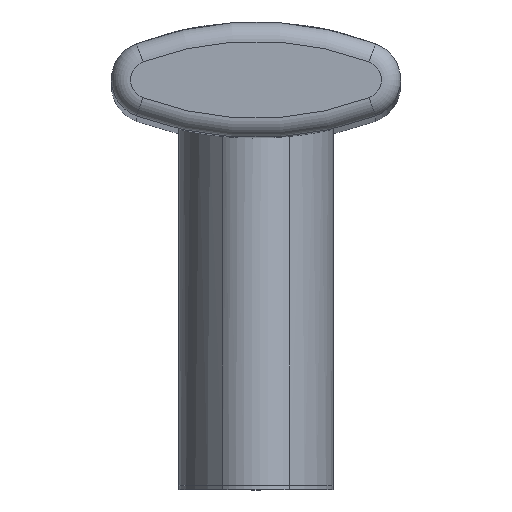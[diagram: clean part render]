
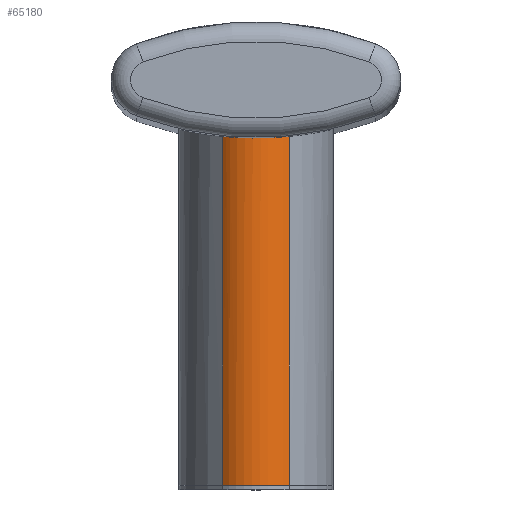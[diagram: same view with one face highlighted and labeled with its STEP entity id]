
A CAD part, top view. The second image highlights one B-rep face of the part: STEP entity #65180.
In plain terms, the highlighted cylindrical face has radius 2.5 mm (diameter 5 mm), a partial arc.
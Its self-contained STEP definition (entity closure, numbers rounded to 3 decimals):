
#450=CARTESIAN_POINT('',(0.,35.625,0.));
#460=DIRECTION('',(0.,0.,1.));
#470=DIRECTION('',(1.,0.,0.));
#480=AXIS2_PLACEMENT_3D('',#450,#460,#470);
#490=CYLINDRICAL_SURFACE('',#480,17.625);
#6180=CARTESIAN_POINT('',(-1.724,18.085,
69.31));
#6190=VERTEX_POINT('',#6180);
#8300=CARTESIAN_POINT('',(1.724,18.085,
69.31));
#8310=VERTEX_POINT('',#8300);
#8340=CARTESIAN_POINT('',(0.,0.,67.5));
#8350=DIRECTION('',(0.,-1.,0.));
#8360=DIRECTION('',(1.,0.,0.));
#8370=AXIS2_PLACEMENT_3D('',#8340,#8350,#8360);
#8380=CYLINDRICAL_SURFACE('',#8370,2.5);
#8390=CARTESIAN_POINT('',(1.724,18.085,
69.31));
#8400=CARTESIAN_POINT('',(1.695,18.082,
69.338));
#8410=CARTESIAN_POINT('',(1.666,18.079,
69.364));
#8420=CARTESIAN_POINT('',(1.636,18.076,
69.39));
#8430=CARTESIAN_POINT('',(1.606,18.073,
69.416));
#8440=CARTESIAN_POINT('',(1.576,18.071,
69.441));
#8450=CARTESIAN_POINT('',(1.545,18.068,
69.466));
#8460=CARTESIAN_POINT('',(1.513,18.065,
69.49));
#8470=CARTESIAN_POINT('',(1.482,18.062,
69.514));
#8480=CARTESIAN_POINT('',(1.45,18.06,
69.537));
#8490=CARTESIAN_POINT('',(1.417,18.057,
69.56));
#8500=CARTESIAN_POINT('',(1.384,18.054,
69.582));
#8510=CARTESIAN_POINT('',(1.351,18.052,
69.604));
#8520=CARTESIAN_POINT('',(1.318,18.049,
69.625));
#8530=CARTESIAN_POINT('',(1.284,18.047,
69.646));
#8540=CARTESIAN_POINT('',(1.249,18.044,
69.666));
#8550=CARTESIAN_POINT('',(1.215,18.042,
69.685));
#8560=CARTESIAN_POINT('',(1.18,18.039,
69.704));
#8570=CARTESIAN_POINT('',(1.144,18.037,
69.723));
#8580=CARTESIAN_POINT('',(1.109,18.035,
69.741));
#8590=CARTESIAN_POINT('',(1.073,18.033,
69.758));
#8600=CARTESIAN_POINT('',(1.037,18.031,
69.775));
#8610=CARTESIAN_POINT('',(1.001,18.028,
69.791));
#8620=CARTESIAN_POINT('',(0.965,18.026,
69.807));
#8630=CARTESIAN_POINT('',(0.928,18.024,
69.821));
#8640=CARTESIAN_POINT('',(0.891,18.023,
69.836));
#8650=CARTESIAN_POINT('',(0.854,18.021,
69.85));
#8660=CARTESIAN_POINT('',(0.817,18.019,
69.863));
#8670=CARTESIAN_POINT('',(0.779,18.017,
69.876));
#8680=CARTESIAN_POINT('',(0.741,18.016,
69.888));
#8690=CARTESIAN_POINT('',(0.703,18.014,
69.899));
#8700=CARTESIAN_POINT('',(0.665,18.013,
69.91));
#8710=CARTESIAN_POINT('',(0.627,18.011,
69.92));
#8720=CARTESIAN_POINT('',(0.588,18.01,
69.93));
#8730=CARTESIAN_POINT('',(0.55,18.009,
69.939));
#8740=CARTESIAN_POINT('',(0.511,18.007,
69.948));
#8750=CARTESIAN_POINT('',(0.472,18.006,
69.955));
#8760=CARTESIAN_POINT('',(0.394,18.004,
69.97));
#8770=CARTESIAN_POINT('',(0.316,18.003,
69.981));
#8780=CARTESIAN_POINT('',(0.237,18.002,
69.989));
#8790=CARTESIAN_POINT('',(0.158,18.001,
69.996));
#8800=CARTESIAN_POINT('',(0.079,18.,70.));
#8810=CARTESIAN_POINT('',(0.,18.,70.));
#8820=CARTESIAN_POINT('',(-0.079,18.,70.));
#8830=CARTESIAN_POINT('',(-0.158,18.001,
69.996));
#8840=CARTESIAN_POINT('',(-0.237,18.002,
69.989));
#8850=CARTESIAN_POINT('',(-0.316,18.003,
69.981));
#8860=CARTESIAN_POINT('',(-0.394,18.004,
69.97));
#8870=CARTESIAN_POINT('',(-0.472,18.006,
69.955));
#8880=CARTESIAN_POINT('',(-0.511,18.007,
69.948));
#8890=CARTESIAN_POINT('',(-0.55,18.009,
69.939));
#8900=CARTESIAN_POINT('',(-0.588,18.01,
69.93));
#8910=CARTESIAN_POINT('',(-0.627,18.011,
69.92));
#8920=CARTESIAN_POINT('',(-0.665,18.013,
69.91));
#8930=CARTESIAN_POINT('',(-0.703,18.014,
69.899));
#8940=CARTESIAN_POINT('',(-0.741,18.016,
69.888));
#8950=CARTESIAN_POINT('',(-0.779,18.017,
69.876));
#8960=CARTESIAN_POINT('',(-0.817,18.019,
69.863));
#8970=CARTESIAN_POINT('',(-0.854,18.021,
69.85));
#8980=CARTESIAN_POINT('',(-0.891,18.023,
69.836));
#8990=CARTESIAN_POINT('',(-0.928,18.024,
69.821));
#9000=CARTESIAN_POINT('',(-0.965,18.026,
69.807));
#9010=CARTESIAN_POINT('',(-1.001,18.028,
69.791));
#9020=CARTESIAN_POINT('',(-1.037,18.031,
69.775));
#9030=CARTESIAN_POINT('',(-1.073,18.033,
69.758));
#9040=CARTESIAN_POINT('',(-1.109,18.035,
69.741));
#9050=CARTESIAN_POINT('',(-1.144,18.037,
69.723));
#9060=CARTESIAN_POINT('',(-1.18,18.039,
69.704));
#9070=CARTESIAN_POINT('',(-1.215,18.042,
69.685));
#9080=CARTESIAN_POINT('',(-1.249,18.044,
69.666));
#9090=CARTESIAN_POINT('',(-1.284,18.047,
69.646));
#9100=CARTESIAN_POINT('',(-1.318,18.049,
69.625));
#9110=CARTESIAN_POINT('',(-1.351,18.052,
69.604));
#9120=CARTESIAN_POINT('',(-1.384,18.054,
69.582));
#9130=CARTESIAN_POINT('',(-1.417,18.057,
69.56));
#9140=CARTESIAN_POINT('',(-1.45,18.06,
69.537));
#9150=CARTESIAN_POINT('',(-1.482,18.062,
69.514));
#9160=CARTESIAN_POINT('',(-1.513,18.065,
69.49));
#9170=CARTESIAN_POINT('',(-1.545,18.068,
69.466));
#9180=CARTESIAN_POINT('',(-1.576,18.071,
69.441));
#9190=CARTESIAN_POINT('',(-1.606,18.073,
69.416));
#9200=CARTESIAN_POINT('',(-1.636,18.076,
69.39));
#9210=CARTESIAN_POINT('',(-1.666,18.079,
69.364));
#9220=CARTESIAN_POINT('',(-1.695,18.082,
69.338));
#9230=CARTESIAN_POINT('',(-1.724,18.085,
69.31));
#9240=B_SPLINE_CURVE_WITH_KNOTS('',3,(#8390,#8400,#8410,#8420,#8430,
#8440,#8450,#8460,#8470,#8480,#8490,#8500,#8510,#8520,#8530,#8540,#8550,
#8560,#8570,#8580,#8590,#8600,#8610,#8620,#8630,#8640,#8650,#8660,#8670,
#8680,#8690,#8700,#8710,#8720,#8730,#8740,#8750,#8760,#8770,#8780,#8790,
#8800,#8810,#8820,#8830,#8840,#8850,#8860,#8870,#8880,#8890,#8900,#8910,
#8920,#8930,#8940,#8950,#8960,#8970,#8980,#8990,#9000,#9010,#9020,#9030,
#9040,#9050,#9060,#9070,#9080,#9090,#9100,#9110,#9120,#9130,#9140,#9150,
#9160,#9170,#9180,#9190,#9200,#9210,#9220,#9230),.UNSPECIFIED.,.F.,.F.,(
4,3,3,3,3,3,3,3,3,3,3,3,3,3,3,3,3,3,3,3,3,3,3,3,3,3,3,3,4),(0.,
0.119,0.238,0.357,0.476,
0.596,0.715,0.835,0.954,
1.073,1.192,1.311,1.43,
1.667,1.905,2.142,2.38,
2.499,2.618,2.737,2.856,
2.975,3.094,3.214,3.333,
3.453,3.571,3.69,3.81),
.UNSPECIFIED.);
#9250=SURFACE_CURVE('',#9240,(#490,#8380),.CURVE_3D.);
#9260=EDGE_CURVE('',#8310,#6190,#9250,.T.);
#64240=CARTESIAN_POINT('',(1.724,0.,69.31));
#64250=VERTEX_POINT('',#64240);
#64420=CARTESIAN_POINT('',(-1.724,0.,69.31));
#64430=VERTEX_POINT('',#64420);
#64460=CARTESIAN_POINT('',(0.,0.,67.5));
#64470=DIRECTION('',(0.,-1.,0.));
#64480=DIRECTION('',(1.,0.,0.));
#64490=AXIS2_PLACEMENT_3D('',#64460,#64470,#64480);
#64500=CIRCLE('',#64490,2.5);
#64510=EDGE_CURVE('',#64250,#64430,#64500,.T.);
#64710=CARTESIAN_POINT('',(-1.724,0.,69.31));
#64720=DIRECTION('',(0.,1.,0.));
#64730=VECTOR('',#64720,1.);
#64740=LINE('',#64710,#64730);
#64750=EDGE_CURVE('',#64430,#6190,#64740,.T.);
#65020=CARTESIAN_POINT('',(1.724,0.,69.31));
#65030=DIRECTION('',(0.,1.,0.));
#65040=VECTOR('',#65030,1.);
#65050=LINE('',#65020,#65040);
#65060=EDGE_CURVE('',#64250,#8310,#65050,.T.);
#65120=ORIENTED_EDGE('',*,*,#65060,.T.);
#65130=ORIENTED_EDGE('',*,*,#64510,.F.);
#65140=ORIENTED_EDGE('',*,*,#64750,.F.);
#65150=ORIENTED_EDGE('',*,*,#9260,.T.);
#65160=EDGE_LOOP('',(#65150,#65140,#65130,#65120));
#65170=FACE_OUTER_BOUND('',#65160,.T.);
#65180=ADVANCED_FACE('',(#65170),#8380,.T.);
